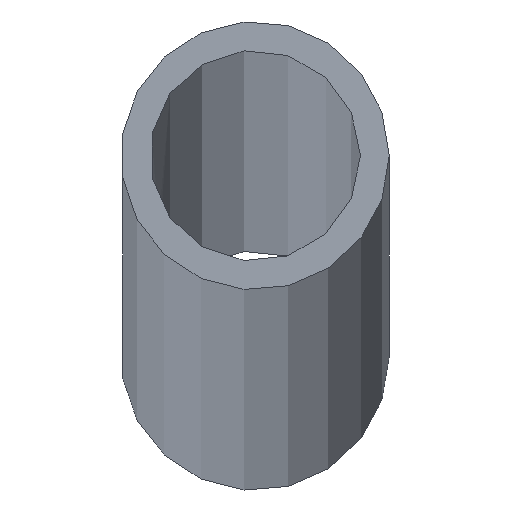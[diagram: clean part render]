
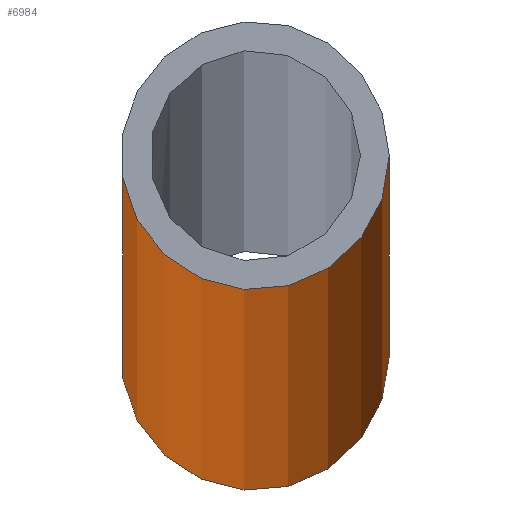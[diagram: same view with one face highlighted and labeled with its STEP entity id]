
A CAD part, top view. The second image highlights one B-rep face of the part: STEP entity #6984.
In plain terms, the highlighted cylindrical face has radius 7 mm (diameter 14 mm), a full revolution.
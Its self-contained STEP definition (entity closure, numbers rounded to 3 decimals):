
#479 = AXIS2_PLACEMENT_3D ( 'NONE', #11092, #7970, #5135 ) ;
#2238 = VERTEX_POINT ( 'NONE', #4770 ) ;
#2360 = DIRECTION ( 'NONE',  ( 0., 0., 1. ) ) ;
#2764 = CIRCLE ( 'NONE', #479, 7. ) ;
#3065 = CARTESIAN_POINT ( 'NONE',  ( 0., 0., 3000. ) ) ;
#4134 = AXIS2_PLACEMENT_3D ( 'NONE', #3065, #12827, #6896 ) ;
#4198 = CIRCLE ( 'NONE', #8700, 7. ) ;
#4770 = CARTESIAN_POINT ( 'NONE',  ( 7., 0., 3000. ) ) ;
#4798 = CYLINDRICAL_SURFACE ( 'NONE', #4134, 7. ) ;
#5135 = DIRECTION ( 'NONE',  ( 1., 0., 0. ) ) ;
#5209 = EDGE_CURVE ( 'NONE', #8441, #8441, #4198, .T. ) ;
#5249 = DIRECTION ( 'NONE',  ( 1., 0., 0. ) ) ;
#6445 = EDGE_LOOP ( 'NONE', ( #12180 ) ) ;
#6896 = DIRECTION ( 'NONE',  ( -1., 0., 0. ) ) ;
#6984 = ADVANCED_FACE ( 'NONE', ( #10370, #7760 ), #4798, .T. ) ;
#7760 = FACE_OUTER_BOUND ( 'NONE', #11373, .T. ) ;
#7970 = DIRECTION ( 'NONE',  ( 0., 0., 1. ) ) ;
#8441 = VERTEX_POINT ( 'NONE', #10559 ) ;
#8522 = EDGE_CURVE ( 'NONE', #2238, #2238, #2764, .T. ) ;
#8700 = AXIS2_PLACEMENT_3D ( 'NONE', #11170, #2360, #5249 ) ;
#10370 = FACE_OUTER_BOUND ( 'NONE', #6445, .T. ) ;
#10559 = CARTESIAN_POINT ( 'NONE',  ( 7., 0., -3000. ) ) ;
#10986 = ORIENTED_EDGE ( 'NONE', *, *, #5209, .T. ) ;
#11092 = CARTESIAN_POINT ( 'NONE',  ( 0., 0., 3000. ) ) ;
#11170 = CARTESIAN_POINT ( 'NONE',  ( 0., 0., -3000. ) ) ;
#11373 = EDGE_LOOP ( 'NONE', ( #10986 ) ) ;
#12180 = ORIENTED_EDGE ( 'NONE', *, *, #8522, .F. ) ;
#12827 = DIRECTION ( 'NONE',  ( 0., 0., -1. ) ) ;
